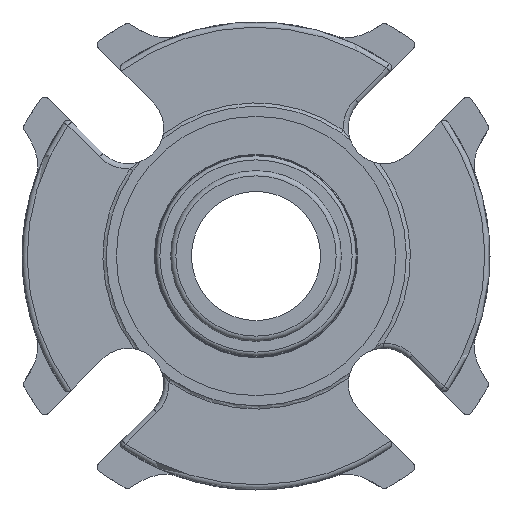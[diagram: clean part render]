
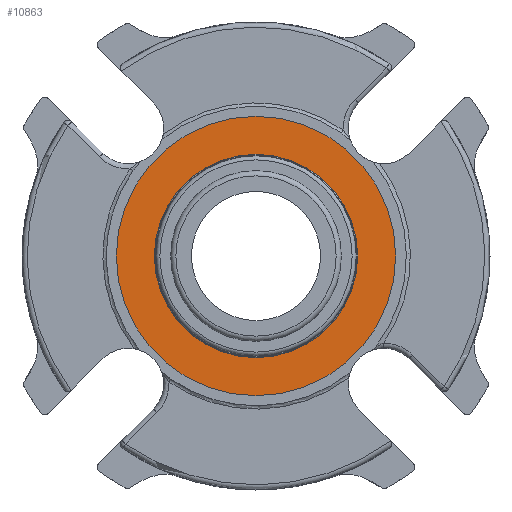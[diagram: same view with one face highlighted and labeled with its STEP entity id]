
A CAD part, front view. The second image highlights one B-rep face of the part: STEP entity #10863.
In plain terms, the highlighted planar face has unit normal (0, -1, 0).
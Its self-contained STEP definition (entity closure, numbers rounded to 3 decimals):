
#1286=PLANE('',#11360);
#1440=ORIENTED_EDGE('',*,*,#3744,.T.);
#1441=ORIENTED_EDGE('',*,*,#3742,.F.);
#3742=EDGE_CURVE('',#4894,#4894,#5639,.T.);
#3744=EDGE_CURVE('',#4896,#4896,#5641,.T.);
#4894=VERTEX_POINT('',#14643);
#4896=VERTEX_POINT('',#14648);
#5639=CIRCLE('',#11358,27.483);
#5641=CIRCLE('',#11361,20.003);
#6123=EDGE_LOOP('',(#1440));
#6124=EDGE_LOOP('',(#1441));
#6698=FACE_BOUND('',#6123,.T.);
#6699=FACE_BOUND('',#6124,.T.);
#10863=ADVANCED_FACE('',(#6698,#6699),#1286,.F.);
#11358=AXIS2_PLACEMENT_3D('',#14642,#12313,#12314);
#11360=AXIS2_PLACEMENT_3D('',#14646,#12317,#12318);
#11361=AXIS2_PLACEMENT_3D('',#14647,#12319,#12320);
#12313=DIRECTION('',(0.,1.,0.));
#12314=DIRECTION('',(0.,0.,1.));
#12317=DIRECTION('',(0.,1.,0.));
#12318=DIRECTION('',(0.,0.,1.));
#12319=DIRECTION('',(0.,1.,0.));
#12320=DIRECTION('',(0.,0.,1.));
#14642=CARTESIAN_POINT('',(0.,-2.794,0.));
#14643=CARTESIAN_POINT('',(0.,-2.794,27.483));
#14646=CARTESIAN_POINT('',(0.,-2.794,22.225));
#14647=CARTESIAN_POINT('',(0.,-2.794,0.));
#14648=CARTESIAN_POINT('',(0.,-2.794,20.003));
